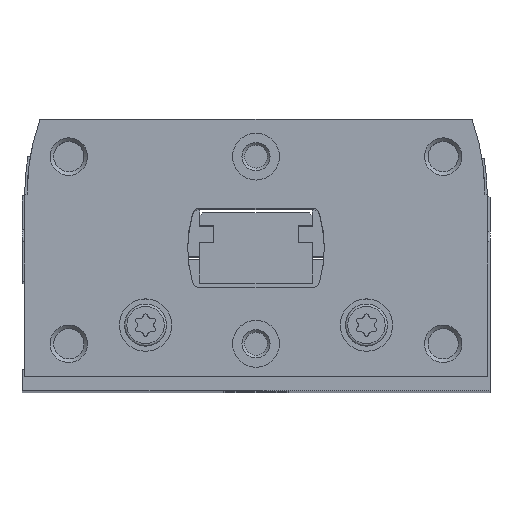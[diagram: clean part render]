
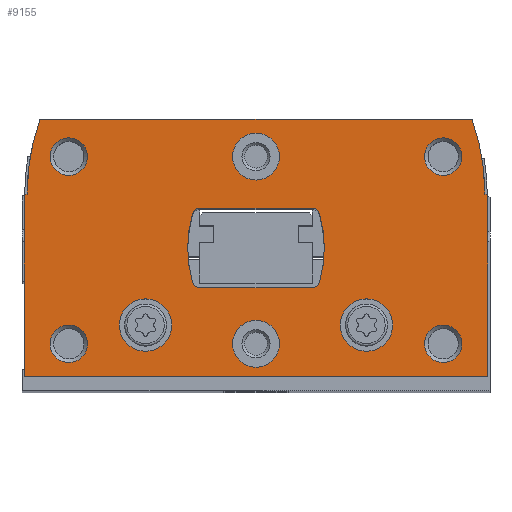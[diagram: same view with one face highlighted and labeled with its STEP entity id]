
A CAD part, top view. The second image highlights one B-rep face of the part: STEP entity #9155.
In plain terms, the highlighted planar face has unit normal (0, 0, 1).
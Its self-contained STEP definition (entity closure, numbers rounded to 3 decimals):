
#413=LINE('',#14283,#911);
#418=LINE('',#14293,#916);
#436=LINE('',#14339,#934);
#442=LINE('',#14351,#940);
#456=LINE('',#14428,#954);
#458=LINE('',#14431,#956);
#459=LINE('',#14465,#957);
#460=LINE('',#14485,#958);
#911=VECTOR('',#11694,1000.);
#916=VECTOR('',#11701,1000.);
#934=VECTOR('',#11737,1000.);
#940=VECTOR('',#11747,1000.);
#954=VECTOR('',#11807,1000.);
#956=VECTOR('',#11811,1000.);
#957=VECTOR('',#11846,1000.);
#958=VECTOR('',#11867,1000.);
#1227=PLANE('',#9965);
#2405=ORIENTED_EDGE('',*,*,#4044,.F.);
#2406=ORIENTED_EDGE('',*,*,#4045,.F.);
#2407=ORIENTED_EDGE('',*,*,#4046,.T.);
#2408=ORIENTED_EDGE('',*,*,#4047,.T.);
#2409=ORIENTED_EDGE('',*,*,#4048,.T.);
#2410=ORIENTED_EDGE('',*,*,#4049,.T.);
#2411=ORIENTED_EDGE('',*,*,#4050,.T.);
#2412=ORIENTED_EDGE('',*,*,#4051,.T.);
#2413=ORIENTED_EDGE('',*,*,#4004,.F.);
#2414=ORIENTED_EDGE('',*,*,#4024,.F.);
#2415=ORIENTED_EDGE('',*,*,#4017,.F.);
#2416=ORIENTED_EDGE('',*,*,#4013,.F.);
#2417=ORIENTED_EDGE('',*,*,#4052,.F.);
#2418=ORIENTED_EDGE('',*,*,#4053,.F.);
#2419=ORIENTED_EDGE('',*,*,#4054,.F.);
#2420=ORIENTED_EDGE('',*,*,#4007,.F.);
#2421=ORIENTED_EDGE('',*,*,#3990,.T.);
#2422=ORIENTED_EDGE('',*,*,#3984,.T.);
#2423=ORIENTED_EDGE('',*,*,#4026,.T.);
#2424=ORIENTED_EDGE('',*,*,#3955,.T.);
#2425=ORIENTED_EDGE('',*,*,#3960,.T.);
#2426=ORIENTED_EDGE('',*,*,#3964,.T.);
#2427=ORIENTED_EDGE('',*,*,#4043,.T.);
#2428=ORIENTED_EDGE('',*,*,#3996,.T.);
#3955=EDGE_CURVE('',#4879,#4878,#413,.T.);
#3960=EDGE_CURVE('',#4878,#4882,#418,.T.);
#3964=EDGE_CURVE('',#4882,#4884,#5477,.T.);
#3984=EDGE_CURVE('',#4899,#4901,#436,.T.);
#3990=EDGE_CURVE('',#4905,#4899,#442,.T.);
#3996=EDGE_CURVE('',#4910,#4905,#5483,.T.);
#4004=EDGE_CURVE('',#4915,#4916,#5487,.T.);
#4007=EDGE_CURVE('',#4916,#4917,#5488,.T.);
#4013=EDGE_CURVE('',#4921,#4922,#5491,.T.);
#4017=EDGE_CURVE('',#4922,#4925,#5493,.T.);
#4024=EDGE_CURVE('',#4925,#4915,#456,.T.);
#4026=EDGE_CURVE('',#4901,#4879,#458,.T.);
#4043=EDGE_CURVE('',#4884,#4910,#459,.T.);
#4044=EDGE_CURVE('',#4946,#4946,#5514,.T.);
#4045=EDGE_CURVE('',#4947,#4947,#5515,.T.);
#4046=EDGE_CURVE('',#4948,#4948,#5516,.T.);
#4047=EDGE_CURVE('',#4949,#4949,#5517,.T.);
#4048=EDGE_CURVE('',#4950,#4950,#5518,.T.);
#4049=EDGE_CURVE('',#4951,#4951,#5519,.T.);
#4050=EDGE_CURVE('',#4952,#4952,#5520,.T.);
#4051=EDGE_CURVE('',#4953,#4953,#5521,.T.);
#4052=EDGE_CURVE('',#4954,#4921,#5522,.T.);
#4053=EDGE_CURVE('',#4955,#4954,#460,.T.);
#4054=EDGE_CURVE('',#4917,#4955,#5523,.T.);
#4878=VERTEX_POINT('',#14282);
#4879=VERTEX_POINT('',#14284);
#4882=VERTEX_POINT('',#14292);
#4884=VERTEX_POINT('',#14299);
#4899=VERTEX_POINT('',#14333);
#4901=VERTEX_POINT('',#14338);
#4905=VERTEX_POINT('',#14349);
#4910=VERTEX_POINT('',#14364);
#4915=VERTEX_POINT('',#14380);
#4916=VERTEX_POINT('',#14382);
#4917=VERTEX_POINT('',#14390);
#4921=VERTEX_POINT('',#14403);
#4922=VERTEX_POINT('',#14405);
#4925=VERTEX_POINT('',#14416);
#4946=VERTEX_POINT('',#14468);
#4947=VERTEX_POINT('',#14470);
#4948=VERTEX_POINT('',#14472);
#4949=VERTEX_POINT('',#14474);
#4950=VERTEX_POINT('',#14476);
#4951=VERTEX_POINT('',#14478);
#4952=VERTEX_POINT('',#14480);
#4953=VERTEX_POINT('',#14482);
#4954=VERTEX_POINT('',#14484);
#4955=VERTEX_POINT('',#14486);
#5477=CIRCLE('',#9915,24.);
#5483=CIRCLE('',#9927,24.);
#5487=CIRCLE('',#9932,0.8);
#5488=CIRCLE('',#9934,13.);
#5491=CIRCLE('',#9938,13.);
#5493=CIRCLE('',#9941,0.8);
#5514=CIRCLE('',#9966,2.8);
#5515=CIRCLE('',#9967,2.8);
#5516=CIRCLE('',#9968,2.5);
#5517=CIRCLE('',#9969,2.5);
#5518=CIRCLE('',#9970,2.);
#5519=CIRCLE('',#9971,2.);
#5520=CIRCLE('',#9972,2.);
#5521=CIRCLE('',#9973,2.);
#5522=CIRCLE('',#9974,0.8);
#5523=CIRCLE('',#9975,0.8);
#6115=EDGE_LOOP('',(#2405));
#6116=EDGE_LOOP('',(#2406));
#6117=EDGE_LOOP('',(#2407));
#6118=EDGE_LOOP('',(#2408));
#6119=EDGE_LOOP('',(#2409));
#6120=EDGE_LOOP('',(#2410));
#6121=EDGE_LOOP('',(#2411));
#6122=EDGE_LOOP('',(#2412));
#6123=EDGE_LOOP('',(#2413,#2414,#2415,#2416,#2417,#2418,#2419,#2420));
#6124=EDGE_LOOP('',(#2421,#2422,#2423,#2424,#2425,#2426,#2427,#2428));
#6887=FACE_BOUND('',#6115,.T.);
#6888=FACE_BOUND('',#6116,.T.);
#6889=FACE_BOUND('',#6117,.T.);
#6890=FACE_BOUND('',#6118,.T.);
#6891=FACE_BOUND('',#6119,.T.);
#6892=FACE_BOUND('',#6120,.T.);
#6893=FACE_BOUND('',#6121,.T.);
#6894=FACE_BOUND('',#6122,.T.);
#6895=FACE_BOUND('',#6123,.T.);
#6896=FACE_BOUND('',#6124,.T.);
#9155=ADVANCED_FACE('',(#6887,#6888,#6889,#6890,#6891,#6892,#6893,#6894,
#6895,#6896),#1227,.T.);
#9915=AXIS2_PLACEMENT_3D('',#14300,#11708,#11709);
#9927=AXIS2_PLACEMENT_3D('',#14363,#11758,#11759);
#9932=AXIS2_PLACEMENT_3D('',#14381,#11771,#11772);
#9934=AXIS2_PLACEMENT_3D('',#14389,#11776,#11777);
#9938=AXIS2_PLACEMENT_3D('',#14404,#11786,#11787);
#9941=AXIS2_PLACEMENT_3D('',#14415,#11793,#11794);
#9965=AXIS2_PLACEMENT_3D('',#14466,#11847,#11848);
#9966=AXIS2_PLACEMENT_3D('',#14467,#11849,#11850);
#9967=AXIS2_PLACEMENT_3D('',#14469,#11851,#11852);
#9968=AXIS2_PLACEMENT_3D('',#14471,#11853,#11854);
#9969=AXIS2_PLACEMENT_3D('',#14473,#11855,#11856);
#9970=AXIS2_PLACEMENT_3D('',#14475,#11857,#11858);
#9971=AXIS2_PLACEMENT_3D('',#14477,#11859,#11860);
#9972=AXIS2_PLACEMENT_3D('',#14479,#11861,#11862);
#9973=AXIS2_PLACEMENT_3D('',#14481,#11863,#11864);
#9974=AXIS2_PLACEMENT_3D('',#14483,#11865,#11866);
#9975=AXIS2_PLACEMENT_3D('',#14487,#11868,#11869);
#11694=DIRECTION('',(0.,1.,0.));
#11701=DIRECTION('',(-0.866,0.5,0.));
#11708=DIRECTION('',(0.,0.,1.));
#11709=DIRECTION('',(1.,0.,0.));
#11737=DIRECTION('',(0.,-1.,0.));
#11747=DIRECTION('',(-0.866,-0.5,0.));
#11758=DIRECTION('',(0.,0.,1.));
#11759=DIRECTION('',(1.,0.,0.));
#11771=DIRECTION('',(0.,0.,1.));
#11772=DIRECTION('',(1.,0.,0.));
#11776=DIRECTION('',(0.,0.,1.));
#11777=DIRECTION('',(1.,0.,0.));
#11786=DIRECTION('',(0.,0.,1.));
#11787=DIRECTION('',(1.,0.,0.));
#11793=DIRECTION('',(0.,0.,1.));
#11794=DIRECTION('',(1.,0.,0.));
#11807=DIRECTION('',(-1.,0.,0.));
#11811=DIRECTION('',(1.,0.,0.));
#11846=DIRECTION('',(-1.,0.,0.));
#11847=DIRECTION('',(0.,0.,1.));
#11848=DIRECTION('',(1.,0.,0.));
#11849=DIRECTION('',(0.,0.,1.));
#11850=DIRECTION('',(1.,0.,0.));
#11851=DIRECTION('',(0.,0.,1.));
#11852=DIRECTION('',(1.,0.,0.));
#11853=DIRECTION('',(0.,0.,-1.));
#11854=DIRECTION('',(-1.,0.,0.));
#11855=DIRECTION('',(0.,0.,-1.));
#11856=DIRECTION('',(-1.,0.,0.));
#11857=DIRECTION('',(0.,0.,-1.));
#11858=DIRECTION('',(-1.,0.,0.));
#11859=DIRECTION('',(0.,0.,-1.));
#11860=DIRECTION('',(-1.,0.,0.));
#11861=DIRECTION('',(0.,0.,-1.));
#11862=DIRECTION('',(-1.,0.,0.));
#11863=DIRECTION('',(0.,0.,-1.));
#11864=DIRECTION('',(-1.,0.,0.));
#11865=DIRECTION('',(0.,0.,1.));
#11866=DIRECTION('',(1.,0.,0.));
#11867=DIRECTION('',(1.,0.,0.));
#11868=DIRECTION('',(0.,0.,1.));
#11869=DIRECTION('',(1.,0.,0.));
#14282=CARTESIAN_POINT('',(24.75,19.327,0.));
#14283=CARTESIAN_POINT('',(24.75,0.,0.));
#14284=CARTESIAN_POINT('',(24.75,0.,0.));
#14292=CARTESIAN_POINT('',(24.45,19.5,0.));
#14293=CARTESIAN_POINT('',(24.75,19.327,0.));
#14299=CARTESIAN_POINT('',(23.077,27.5,0.));
#14300=CARTESIAN_POINT('',(0.45,19.5,0.));
#14333=CARTESIAN_POINT('',(-24.75,19.327,0.));
#14338=CARTESIAN_POINT('',(-24.75,0.,0.));
#14339=CARTESIAN_POINT('',(-24.75,19.327,0.));
#14349=CARTESIAN_POINT('',(-24.45,19.5,0.));
#14351=CARTESIAN_POINT('',(-24.45,19.5,0.));
#14363=CARTESIAN_POINT('',(-0.45,19.5,0.));
#14364=CARTESIAN_POINT('',(-23.077,27.5,0.));
#14380=CARTESIAN_POINT('',(-6.002,18.,0.));
#14381=CARTESIAN_POINT('',(-6.002,17.2,0.));
#14382=CARTESIAN_POINT('',(-6.769,17.426,0.));
#14389=CARTESIAN_POINT('',(5.7,13.75,0.));
#14390=CARTESIAN_POINT('',(-6.769,10.074,0.));
#14403=CARTESIAN_POINT('',(6.769,10.074,0.));
#14404=CARTESIAN_POINT('',(-5.7,13.75,0.));
#14405=CARTESIAN_POINT('',(6.769,17.426,0.));
#14415=CARTESIAN_POINT('',(6.002,17.2,0.));
#14416=CARTESIAN_POINT('',(6.002,18.,0.));
#14428=CARTESIAN_POINT('',(6.002,18.,0.));
#14431=CARTESIAN_POINT('',(-24.75,0.,0.));
#14465=CARTESIAN_POINT('',(23.077,27.5,0.));
#14466=CARTESIAN_POINT('',(0.45,19.5,0.));
#14467=CARTESIAN_POINT('',(-11.8,5.5,0.));
#14468=CARTESIAN_POINT('',(-9.,5.5,0.));
#14469=CARTESIAN_POINT('',(11.8,5.5,0.));
#14470=CARTESIAN_POINT('',(14.6,5.5,0.));
#14471=CARTESIAN_POINT('',(0.,3.5,0.));
#14472=CARTESIAN_POINT('',(-2.5,3.5,0.));
#14473=CARTESIAN_POINT('',(0.,23.5,0.));
#14474=CARTESIAN_POINT('',(-2.5,23.5,0.));
#14475=CARTESIAN_POINT('',(20.,3.5,0.));
#14476=CARTESIAN_POINT('',(18.,3.5,0.));
#14477=CARTESIAN_POINT('',(-20.,3.5,0.));
#14478=CARTESIAN_POINT('',(-22.,3.5,0.));
#14479=CARTESIAN_POINT('',(-20.,23.5,0.));
#14480=CARTESIAN_POINT('',(-22.,23.5,0.));
#14481=CARTESIAN_POINT('',(20.,23.5,0.));
#14482=CARTESIAN_POINT('',(18.,23.5,0.));
#14483=CARTESIAN_POINT('',(6.002,10.3,0.));
#14484=CARTESIAN_POINT('',(6.002,9.5,0.));
#14485=CARTESIAN_POINT('',(-6.002,9.5,0.));
#14486=CARTESIAN_POINT('',(-6.002,9.5,0.));
#14487=CARTESIAN_POINT('',(-6.002,10.3,0.));
